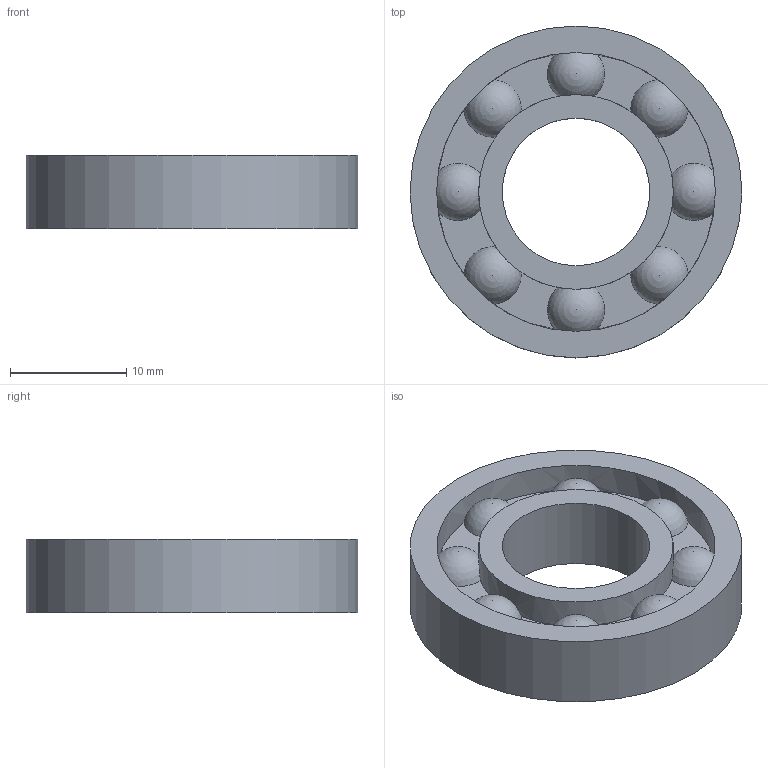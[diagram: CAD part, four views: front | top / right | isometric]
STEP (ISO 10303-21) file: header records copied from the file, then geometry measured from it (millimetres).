
FILE_DESCRIPTION(/* description */ (''),/* implementation_level */ '2;1');
FILE_NAME(/* name */ 'Large Bearing v2.step',/* time_stamp */ '2018-09-09T16:42:10-04:00',/* author */ ('Xaveagle'),/* organization */ (''),/* preprocessor_version */ 'ST-DEVELOPER v17.2',/* originating_system */ 'Autodesk Translation Framework v7.6.0.251',/* authorisation */ '');
FILE_SCHEMA (('AUTOMOTIVE_DESIGN { 1 0 10303 214 3 1 1 }'));
Length unit declared in the file: inch
Products named in the file (1): Large Bearing
Bounding box: 28.57 x 28.57 x 6.35 mm (x, y, z)
Volume: 2410.8 mm3; surface area: 2538.4 mm2
Topology: 1 solids, 1 shells, 42 faces, 162 edges, 108 vertices
Faces by surface type: plane 20, sphere 16, cylinder 6
Full cylindrical faces by diameter (mm): 12.7 x1, 16.764 x2, 24.003 x2, 28.575 x1
Entity records: 2205 total; most frequent: CARTESIAN_POINT 845, DIRECTION 300, ORIENTED_EDGE 292, AXIS2_PLACEMENT_3D 147, EDGE_CURVE 146, VERTEX_POINT 108, CIRCLE 104, EDGE_LOOP 46
